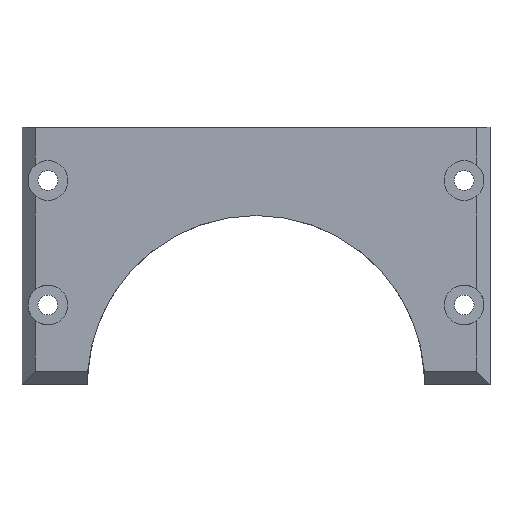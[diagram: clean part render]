
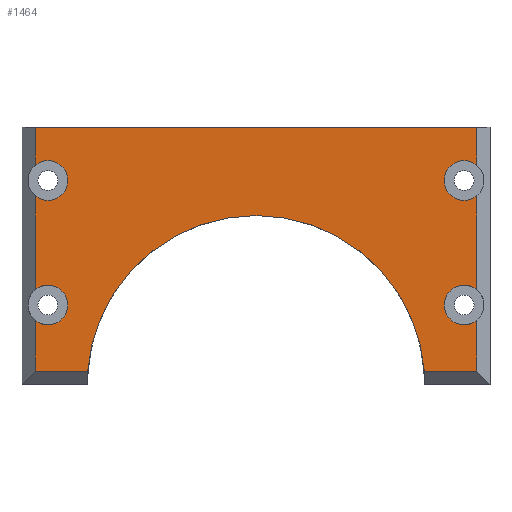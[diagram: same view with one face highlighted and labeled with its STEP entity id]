
A CAD part, front view. The second image highlights one B-rep face of the part: STEP entity #1464.
In plain terms, the highlighted planar face has unit normal (0, -1, 0).
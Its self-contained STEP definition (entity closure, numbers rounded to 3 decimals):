
#74=FACE_OUTER_BOUND('',#150,.T.);
#150=EDGE_LOOP('',(#1116,#1117,#1118,#1119,#1120,#1121,#1122,#1123,#1124,
#1125,#1126,#1127,#1128,#1129,#1130,#1131));
#222=CIRCLE('',#1555,25.5);
#224=CIRCLE('',#1565,3.);
#226=CIRCLE('',#1568,3.);
#227=CIRCLE('',#1569,3.);
#228=CIRCLE('',#1570,3.);
#229=CIRCLE('',#1571,3.);
#230=CIRCLE('',#1572,3.);
#322=LINE('',#2197,#496);
#338=LINE('',#2232,#512);
#341=LINE('',#2237,#515);
#342=LINE('',#2240,#516);
#343=LINE('',#2243,#517);
#353=LINE('',#2271,#527);
#355=LINE('',#2279,#529);
#357=LINE('',#2282,#531);
#358=LINE('',#2287,#532);
#496=VECTOR('',#1740,10.);
#512=VECTOR('',#1768,10.);
#515=VECTOR('',#1771,10.);
#516=VECTOR('',#1774,10.);
#517=VECTOR('',#1777,10.);
#527=VECTOR('',#1803,10.);
#529=VECTOR('',#1811,10.);
#531=VECTOR('',#1813,10.);
#532=VECTOR('',#1818,10.);
#659=VERTEX_POINT('',#2194);
#660=VERTEX_POINT('',#2196);
#671=VERTEX_POINT('',#2228);
#672=VERTEX_POINT('',#2229);
#673=VERTEX_POINT('',#2231);
#675=VERTEX_POINT('',#2236);
#676=VERTEX_POINT('',#2238);
#677=VERTEX_POINT('',#2242);
#683=VERTEX_POINT('',#2260);
#687=VERTEX_POINT('',#2270);
#688=VERTEX_POINT('',#2274);
#690=VERTEX_POINT('',#2277);
#691=VERTEX_POINT('',#2281);
#693=VERTEX_POINT('',#2285);
#695=VERTEX_POINT('',#2295);
#696=VERTEX_POINT('',#2298);
#809=EDGE_CURVE('',#660,#659,#322,.T.);
#826=EDGE_CURVE('',#672,#673,#338,.T.);
#829=EDGE_CURVE('',#660,#675,#341,.T.);
#831=EDGE_CURVE('',#676,#671,#342,.T.);
#832=EDGE_CURVE('',#673,#677,#343,.T.);
#841=EDGE_CURVE('',#683,#677,#222,.T.);
#846=EDGE_CURVE('',#683,#687,#353,.T.);
#850=EDGE_CURVE('',#690,#659,#355,.T.);
#852=EDGE_CURVE('',#687,#691,#357,.T.);
#855=EDGE_CURVE('',#693,#688,#358,.T.);
#856=EDGE_CURVE('',#690,#688,#224,.T.);
#859=EDGE_CURVE('',#693,#691,#226,.T.);
#860=EDGE_CURVE('',#672,#695,#227,.T.);
#861=EDGE_CURVE('',#695,#671,#228,.T.);
#862=EDGE_CURVE('',#676,#696,#229,.T.);
#863=EDGE_CURVE('',#696,#675,#230,.T.);
#1116=ORIENTED_EDGE('',*,*,#829,.F.);
#1117=ORIENTED_EDGE('',*,*,#809,.T.);
#1118=ORIENTED_EDGE('',*,*,#850,.F.);
#1119=ORIENTED_EDGE('',*,*,#856,.T.);
#1120=ORIENTED_EDGE('',*,*,#855,.F.);
#1121=ORIENTED_EDGE('',*,*,#859,.T.);
#1122=ORIENTED_EDGE('',*,*,#852,.F.);
#1123=ORIENTED_EDGE('',*,*,#846,.F.);
#1124=ORIENTED_EDGE('',*,*,#841,.T.);
#1125=ORIENTED_EDGE('',*,*,#832,.F.);
#1126=ORIENTED_EDGE('',*,*,#826,.F.);
#1127=ORIENTED_EDGE('',*,*,#860,.T.);
#1128=ORIENTED_EDGE('',*,*,#861,.T.);
#1129=ORIENTED_EDGE('',*,*,#831,.F.);
#1130=ORIENTED_EDGE('',*,*,#862,.T.);
#1131=ORIENTED_EDGE('',*,*,#863,.T.);
#1400=PLANE('',#1567);
#1464=ADVANCED_FACE('',(#74),#1400,.T.);
#1555=AXIS2_PLACEMENT_3D('',#2261,#1793,#1794);
#1565=AXIS2_PLACEMENT_3D('',#2289,#1821,#1822);
#1567=AXIS2_PLACEMENT_3D('',#2293,#1826,#1827);
#1568=AXIS2_PLACEMENT_3D('',#2294,#1828,#1829);
#1569=AXIS2_PLACEMENT_3D('',#2296,#1830,#1831);
#1570=AXIS2_PLACEMENT_3D('',#2297,#1832,#1833);
#1571=AXIS2_PLACEMENT_3D('',#2299,#1834,#1835);
#1572=AXIS2_PLACEMENT_3D('',#2300,#1836,#1837);
#1740=DIRECTION('',(-1.,0.,0.));
#1768=DIRECTION('',(0.,0.,-1.));
#1771=DIRECTION('',(0.,0.,-1.));
#1774=DIRECTION('',(0.,0.,-1.));
#1777=DIRECTION('',(-1.,0.,0.));
#1793=DIRECTION('center_axis',(0.,1.,0.));
#1794=DIRECTION('ref_axis',(1.,0.,0.));
#1803=DIRECTION('',(-1.,0.,0.));
#1811=DIRECTION('',(0.,0.,1.));
#1813=DIRECTION('',(0.,0.,1.));
#1818=DIRECTION('',(0.,0.,1.));
#1821=DIRECTION('center_axis',(0.,1.,0.));
#1822=DIRECTION('ref_axis',(1.,0.,0.));
#1826=DIRECTION('center_axis',(0.,-1.,0.));
#1827=DIRECTION('ref_axis',(1.,0.,0.));
#1828=DIRECTION('center_axis',(0.,1.,0.));
#1829=DIRECTION('ref_axis',(1.,0.,0.));
#1830=DIRECTION('center_axis',(0.,1.,0.));
#1831=DIRECTION('ref_axis',(1.,0.,0.));
#1832=DIRECTION('center_axis',(0.,1.,0.));
#1833=DIRECTION('ref_axis',(1.,0.,0.));
#1834=DIRECTION('center_axis',(0.,1.,0.));
#1835=DIRECTION('ref_axis',(1.,0.,0.));
#1836=DIRECTION('center_axis',(0.,1.,0.));
#1837=DIRECTION('ref_axis',(1.,0.,0.));
#2194=CARTESIAN_POINT('',(-33.316,-12.5,103.79));
#2196=CARTESIAN_POINT('',(33.316,-12.5,103.79));
#2197=CARTESIAN_POINT('',(35.316,-12.5,103.79));
#2228=CARTESIAN_POINT('',(33.316,-12.5,79.315));
#2229=CARTESIAN_POINT('',(33.316,-12.5,74.685));
#2231=CARTESIAN_POINT('',(33.316,-12.5,67.));
#2232=CARTESIAN_POINT('',(33.316,-12.5,74.697));
#2236=CARTESIAN_POINT('',(33.316,-12.5,98.105));
#2237=CARTESIAN_POINT('',(33.316,-12.5,74.697));
#2238=CARTESIAN_POINT('',(33.316,-12.5,93.475));
#2240=CARTESIAN_POINT('',(33.316,-12.5,74.697));
#2242=CARTESIAN_POINT('',(25.421,-12.5,67.));
#2243=CARTESIAN_POINT('',(13.75,-12.5,67.));
#2260=CARTESIAN_POINT('',(-25.421,-12.5,67.));
#2261=CARTESIAN_POINT('Origin',(0.,-12.5,65.));
#2270=CARTESIAN_POINT('',(-33.316,-12.5,67.));
#2271=CARTESIAN_POINT('',(-12.75,-12.5,67.));
#2274=CARTESIAN_POINT('',(-33.316,-12.5,93.475));
#2277=CARTESIAN_POINT('',(-33.316,-12.5,98.105));
#2279=CARTESIAN_POINT('',(-33.316,-12.5,94.092));
#2281=CARTESIAN_POINT('',(-33.316,-12.5,74.685));
#2282=CARTESIAN_POINT('',(-33.316,-12.5,94.092));
#2285=CARTESIAN_POINT('',(-33.316,-12.5,79.315));
#2287=CARTESIAN_POINT('',(-33.316,-12.5,94.092));
#2289=CARTESIAN_POINT('Origin',(-31.408,-12.5,95.79));
#2293=CARTESIAN_POINT('Origin',(0.,-12.5,84.395));
#2294=CARTESIAN_POINT('Origin',(-31.408,-12.5,77.));
#2295=CARTESIAN_POINT('',(28.408,-12.5,77.));
#2296=CARTESIAN_POINT('Origin',(31.408,-12.5,77.));
#2297=CARTESIAN_POINT('Origin',(31.408,-12.5,77.));
#2298=CARTESIAN_POINT('',(28.408,-12.5,95.79));
#2299=CARTESIAN_POINT('Origin',(31.408,-12.5,95.79));
#2300=CARTESIAN_POINT('Origin',(31.408,-12.5,95.79));
